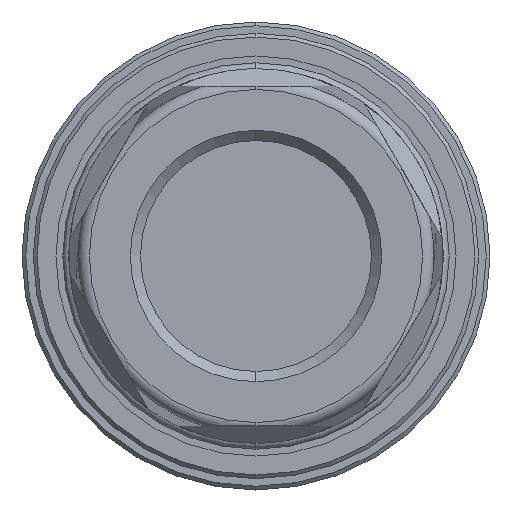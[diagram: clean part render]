
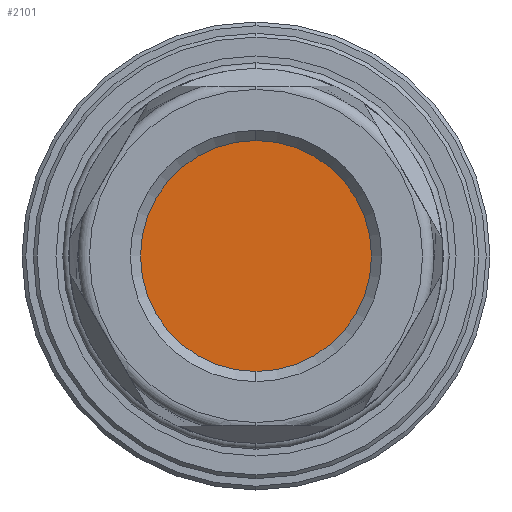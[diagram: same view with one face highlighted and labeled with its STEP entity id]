
A CAD part, left-side view. The second image highlights one B-rep face of the part: STEP entity #2101.
In plain terms, the highlighted planar face has unit normal (-1, 0, 0).
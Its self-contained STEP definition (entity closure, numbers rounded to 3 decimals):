
#217 = EDGE_CURVE ( 'NONE', #3023, #3205, #4034, .T. ) ;
#265 = AXIS2_PLACEMENT_3D ( 'NONE', #4809, #4810, #4811 ) ;
#875 = PLANE ( 'NONE',  #1250 ) ;
#876 = CARTESIAN_POINT ( 'NONE',  ( 21.5, 0., 0. ) ) ;
#877 = DIRECTION ( 'NONE',  ( -1., 0., 0. ) ) ;
#878 = DIRECTION ( 'NONE',  ( 0., 0., 1. ) ) ;
#1250 = AXIS2_PLACEMENT_3D ( 'NONE', #876, #877, #878 ) ;
#2101 = ADVANCED_FACE ( 'NONE', ( #4552 ), #875, .T. ) ;
#2197 = CARTESIAN_POINT ( 'NONE',  ( 21.5, 0., 0. ) ) ;
#2198 = DIRECTION ( 'NONE',  ( 1., 0., 0. ) ) ;
#2199 = DIRECTION ( 'NONE',  ( 0., 0., -1. ) ) ;
#2483 = EDGE_CURVE ( 'NONE', #3205, #3023, #4213, .T. ) ;
#3023 = VERTEX_POINT ( 'NONE', #3500 ) ;
#3205 = VERTEX_POINT ( 'NONE', #3634 ) ;
#3312 = AXIS2_PLACEMENT_3D ( 'NONE', #2197, #2198, #2199 ) ;
#3500 = CARTESIAN_POINT ( 'NONE',  ( 21.5, 0., -15.3 ) ) ;
#3634 = CARTESIAN_POINT ( 'NONE',  ( 21.5, 0., 15.3 ) ) ;
#4034 = CIRCLE ( 'NONE', #265, 15.3 ) ;
#4213 = CIRCLE ( 'NONE', #3312, 15.3 ) ;
#4552 = FACE_OUTER_BOUND ( 'NONE', #5638, .T. ) ;
#4809 = CARTESIAN_POINT ( 'NONE',  ( 21.5, 0., 0. ) ) ;
#4810 = DIRECTION ( 'NONE',  ( 1., 0., 0. ) ) ;
#4811 = DIRECTION ( 'NONE',  ( 0., 0., -1. ) ) ;
#5434 = ORIENTED_EDGE ( 'NONE', *, *, #217, .F. ) ;
#5435 = ORIENTED_EDGE ( 'NONE', *, *, #2483, .F. ) ;
#5638 = EDGE_LOOP ( 'NONE', ( #5434, #5435 ) ) ;
